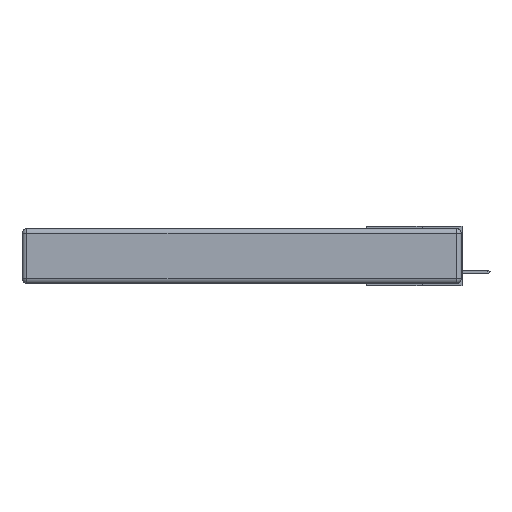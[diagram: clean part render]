
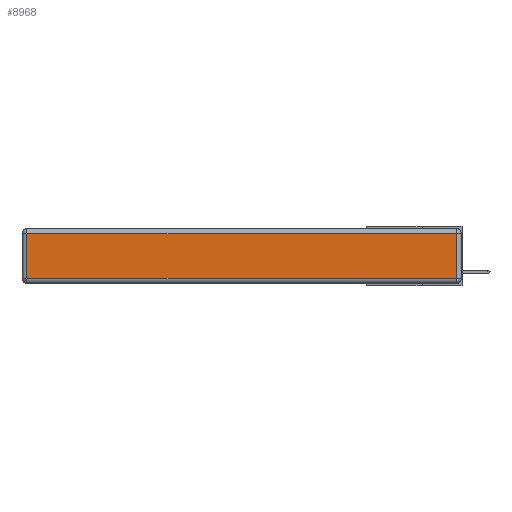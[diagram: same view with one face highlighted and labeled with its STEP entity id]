
A CAD part, left-side view. The second image highlights one B-rep face of the part: STEP entity #8968.
In plain terms, the highlighted planar face has unit normal (-1, 0, 0).
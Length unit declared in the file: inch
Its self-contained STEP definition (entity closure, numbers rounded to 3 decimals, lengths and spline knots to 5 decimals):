
#331 = VECTOR ( 'NONE', #16483, 39.37008 ) ;
#415 = DIRECTION ( 'NONE',  ( 0., 1., 0. ) ) ;
#855 = CARTESIAN_POINT ( 'NONE',  ( 0., 2.72, -0.03 ) ) ;
#1015 = EDGE_CURVE ( 'NONE', #7020, #16325, #3356, .T. ) ;
#1574 = DIRECTION ( 'NONE',  ( 0., 0., 1. ) ) ;
#2021 = VERTEX_POINT ( 'NONE', #14760 ) ;
#2074 = ORIENTED_EDGE ( 'NONE', *, *, #5036, .T. ) ;
#2607 = CARTESIAN_POINT ( 'NONE',  ( 0., 2.72, -0.343 ) ) ;
#2846 = ORIENTED_EDGE ( 'NONE', *, *, #1015, .T. ) ;
#3185 = ORIENTED_EDGE ( 'NONE', *, *, #19581, .T. ) ;
#3356 = LINE ( 'NONE', #14339, #13727 ) ;
#3453 = DIRECTION ( 'NONE',  ( 0., -1., 0. ) ) ;
#4488 = LINE ( 'NONE', #2607, #331 ) ;
#5036 = EDGE_CURVE ( 'NONE', #8783, #7020, #4488, .T. ) ;
#6180 = ORIENTED_EDGE ( 'NONE', *, *, #17165, .T. ) ;
#6192 = CARTESIAN_POINT ( 'NONE',  ( 0., 0.03, -0.343 ) ) ;
#7020 = VERTEX_POINT ( 'NONE', #10054 ) ;
#7186 = CARTESIAN_POINT ( 'NONE',  ( 0., 0.03, -0.313 ) ) ;
#7597 = LINE ( 'NONE', #6192, #12405 ) ;
#8107 = DIRECTION ( 'NONE',  ( -1., 0., 0. ) ) ;
#8633 = VECTOR ( 'NONE', #415, 39.37008 ) ;
#8783 = VERTEX_POINT ( 'NONE', #855 ) ;
#8968 = ADVANCED_FACE ( 'NONE', ( #17783 ), #12757, .T. ) ;
#9117 = EDGE_LOOP ( 'NONE', ( #2846, #3185, #6180, #2074 ) ) ;
#9619 = CARTESIAN_POINT ( 'NONE',  ( 0., 2.75, -0.03 ) ) ;
#10054 = CARTESIAN_POINT ( 'NONE',  ( 0., 2.72, -0.313 ) ) ;
#10825 = AXIS2_PLACEMENT_3D ( 'NONE', #15838, #8107, #17369 ) ;
#12405 = VECTOR ( 'NONE', #1574, 39.37008 ) ;
#12757 = PLANE ( 'NONE',  #10825 ) ;
#13727 = VECTOR ( 'NONE', #3453, 39.37008 ) ;
#14339 = CARTESIAN_POINT ( 'NONE',  ( 0., 0., -0.313 ) ) ;
#14760 = CARTESIAN_POINT ( 'NONE',  ( 0., 0.03, -0.03 ) ) ;
#15140 = LINE ( 'NONE', #9619, #8633 ) ;
#15838 = CARTESIAN_POINT ( 'NONE',  ( 0., 0., -0.343 ) ) ;
#16325 = VERTEX_POINT ( 'NONE', #7186 ) ;
#16483 = DIRECTION ( 'NONE',  ( 0., 0., -1. ) ) ;
#17165 = EDGE_CURVE ( 'NONE', #2021, #8783, #15140, .T. ) ;
#17369 = DIRECTION ( 'NONE',  ( 0., 0., 1. ) ) ;
#17783 = FACE_OUTER_BOUND ( 'NONE', #9117, .T. ) ;
#19581 = EDGE_CURVE ( 'NONE', #16325, #2021, #7597, .T. ) ;
